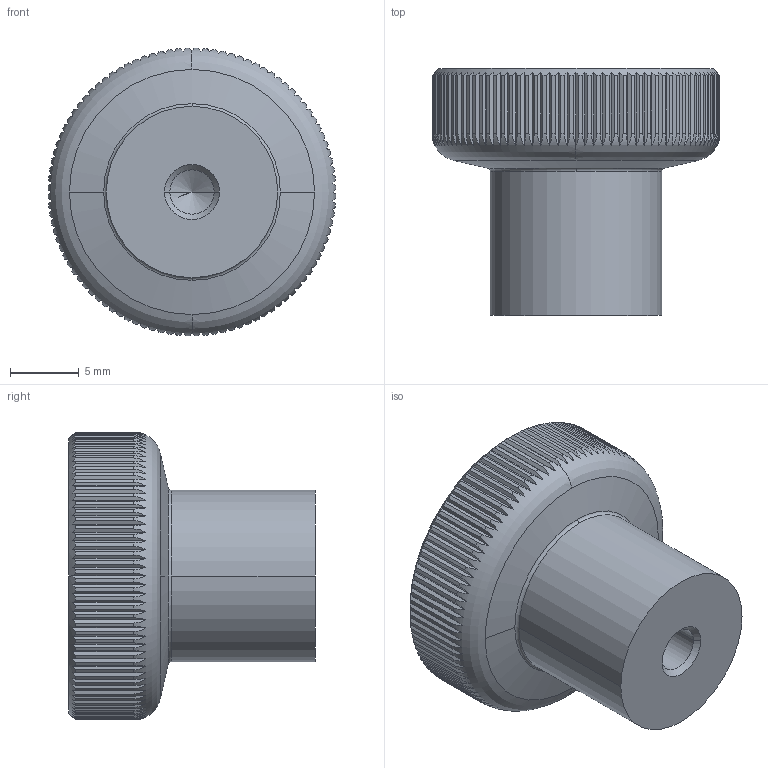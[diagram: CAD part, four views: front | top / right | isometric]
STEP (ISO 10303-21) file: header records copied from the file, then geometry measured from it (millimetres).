
FILE_DESCRIPTION(('STEP AP214'),'1');
FILE_NAME(' ',' ',('TraceParts'),('TraceParts S.A.'),'XStep 1.0',' ',' ');
FILE_SCHEMA(('automotive_design'));
Length unit declared in the file: millimetre
Products named in the file (1): 1
Bounding box: 21 x 18 x 21 mm (x, y, z)
Volume: 3451.3 mm3; surface area: 1680.1 mm2
Topology: 1 solids, 1 shells, 324 faces, 952 edges, 631 vertices
Faces by surface type: plane 203, cylinder 106, cone 10, torus 4, sphere 1
Entity records: 11967 total; most frequent: CARTESIAN_POINT 4106, ORIENTED_EDGE 1900, DIRECTION 1434, EDGE_CURVE 950, VERTEX_POINT 631, AXIS2_PLACEMENT_3D 559, EDGE_LOOP 327, ADVANCED_FACE 324
